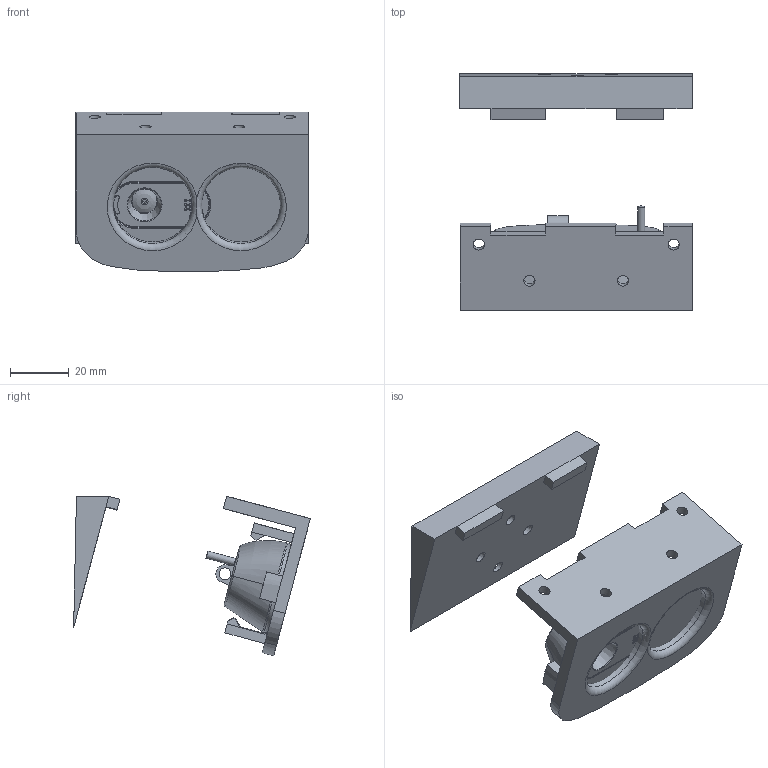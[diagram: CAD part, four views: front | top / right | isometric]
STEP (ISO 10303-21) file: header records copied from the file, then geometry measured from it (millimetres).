
FILE_DESCRIPTION(/* description */ (''),/* implementation_level */ '2;1');
FILE_NAME(/* name */ 'camera mount v2.step',/* time_stamp */ '2024-07-16T17:40:45-05:00',/* author */ (''),/* organization */ (''),/* preprocessor_version */ 'ST-DEVELOPER v20',/* originating_system */ 'Autodesk Translation Framework v13.14.0.145',/* authorisation */ '');
FILE_SCHEMA (('AUTOMOTIVE_DESIGN { 1 0 10303 214 3 1 1 }'));
Length unit declared in the file: metre
Products named in the file (2): camera mount; Logitech c270
Assembly tree (1 placements, depth 2):
  camera mount
    Logitech c270
Bounding box: 79 x 80.3 x 54.12 mm (x, y, z)
Volume: 65800.6 mm3; surface area: 27580.4 mm2
Topology: 3 solids, 3 shells, 160 faces, 372 edges, 235 vertices
Faces by surface type: plane 73, bspline 39, cylinder 34, torus 8, cone 6
Full cylindrical faces by diameter (mm): 0.911 x8, 1 x1, 1.5 x1, 2.5 x1, 3.81 x4, 3.988 x1, 4 x1, 26.766 x2
Entity records: 7161 total; most frequent: CARTESIAN_POINT 3528, ORIENTED_EDGE 744, DIRECTION 672, EDGE_CURVE 372, VERTEX_POINT 235, AXIS2_PLACEMENT_3D 233, LINE 206, VECTOR 206
